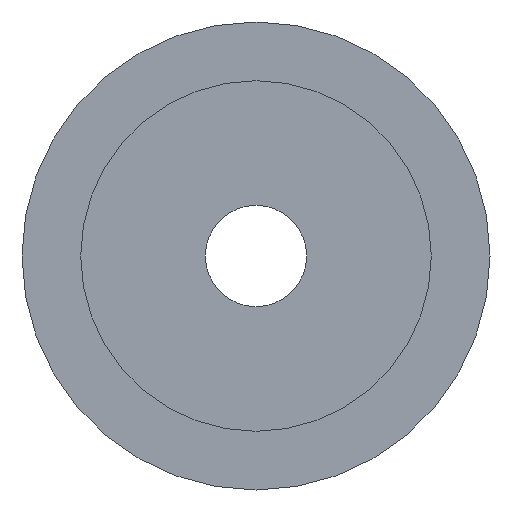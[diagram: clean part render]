
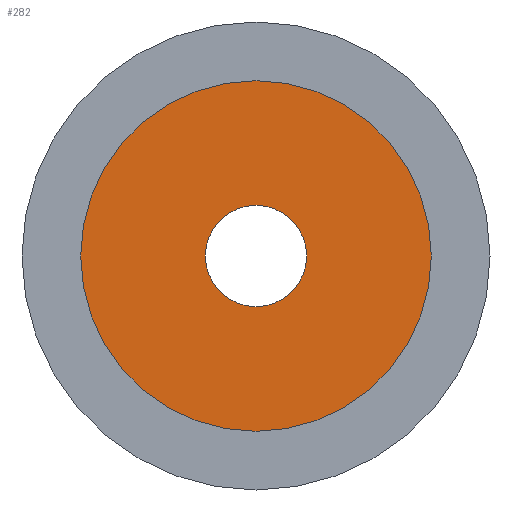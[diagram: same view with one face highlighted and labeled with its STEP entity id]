
A CAD part, front view. The second image highlights one B-rep face of the part: STEP entity #282.
In plain terms, the highlighted planar face has unit normal (0, -1, 0).
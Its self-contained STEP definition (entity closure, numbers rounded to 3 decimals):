
#17=FACE_BOUND('',#81,.T.);
#41=CIRCLE('',#336,5.95);
#42=CIRCLE('',#337,5.95);
#43=CIRCLE('',#339,20.6);
#44=CIRCLE('',#340,20.6);
#63=FACE_OUTER_BOUND('',#80,.T.);
#80=EDGE_LOOP('',(#248,#249));
#81=EDGE_LOOP('',(#250,#251));
#136=VERTEX_POINT('',#512);
#137=VERTEX_POINT('',#514);
#138=VERTEX_POINT('',#518);
#139=VERTEX_POINT('',#519);
#175=EDGE_CURVE('',#137,#136,#41,.T.);
#176=EDGE_CURVE('',#136,#137,#42,.T.);
#177=EDGE_CURVE('',#138,#139,#43,.T.);
#178=EDGE_CURVE('',#139,#138,#44,.T.);
#248=ORIENTED_EDGE('',*,*,#177,.F.);
#249=ORIENTED_EDGE('',*,*,#178,.F.);
#250=ORIENTED_EDGE('',*,*,#175,.T.);
#251=ORIENTED_EDGE('',*,*,#176,.T.);
#268=PLANE('',#338);
#282=ADVANCED_FACE('',(#63,#17),#268,.T.);
#336=AXIS2_PLACEMENT_3D('',#515,#421,#422);
#337=AXIS2_PLACEMENT_3D('',#516,#423,#424);
#338=AXIS2_PLACEMENT_3D('',#517,#425,#426);
#339=AXIS2_PLACEMENT_3D('',#520,#427,#428);
#340=AXIS2_PLACEMENT_3D('',#521,#429,#430);
#421=DIRECTION('center_axis',(0.,1.,0.));
#422=DIRECTION('ref_axis',(1.,0.,0.));
#423=DIRECTION('center_axis',(0.,1.,0.));
#424=DIRECTION('ref_axis',(1.,0.,0.));
#425=DIRECTION('center_axis',(0.,-1.,0.));
#426=DIRECTION('ref_axis',(0.,0.,-1.));
#427=DIRECTION('center_axis',(0.,1.,0.));
#428=DIRECTION('ref_axis',(1.,0.,0.));
#429=DIRECTION('center_axis',(0.,1.,0.));
#430=DIRECTION('ref_axis',(1.,0.,0.));
#512=CARTESIAN_POINT('',(5.95,2.5,0.));
#514=CARTESIAN_POINT('',(-5.95,2.5,0.));
#515=CARTESIAN_POINT('Origin',(0.,2.5,0.));
#516=CARTESIAN_POINT('Origin',(0.,2.5,0.));
#517=CARTESIAN_POINT('Origin',(-20.6,2.5,0.));
#518=CARTESIAN_POINT('',(-20.6,2.5,0.));
#519=CARTESIAN_POINT('',(20.6,2.5,0.));
#520=CARTESIAN_POINT('Origin',(0.,2.5,0.));
#521=CARTESIAN_POINT('Origin',(0.,2.5,0.));
